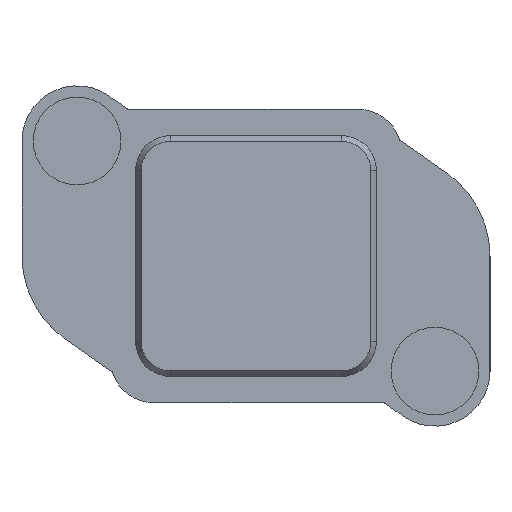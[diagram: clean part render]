
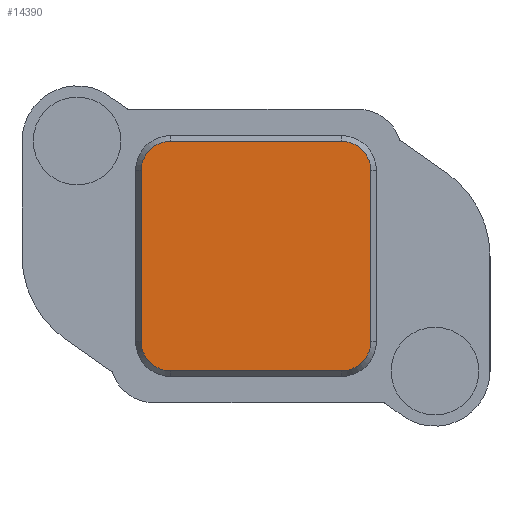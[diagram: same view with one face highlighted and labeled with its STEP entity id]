
A CAD part, front view. The second image highlights one B-rep face of the part: STEP entity #14390.
In plain terms, the highlighted face is planar.
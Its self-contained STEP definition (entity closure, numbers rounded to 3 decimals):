
#120=CARTESIAN_POINT('',(30.692,49.133,18.));
#130=VERTEX_POINT('760145-1334815699-3cd92b73fbf4-0 915092',#120);
#160=CARTESIAN_POINT('',(30.692,0.,18.));
#170=DIRECTION('',(-0.,-1.,0.));
#180=VECTOR('',#170,1.);
#190=LINE('',#160,#180);
#200=CARTESIAN_POINT('',(30.692,31.585,18.));
#210=VERTEX_POINT('760145-1334815699-3cd92b73fbf4-0 917460',#200);
#220=EDGE_CURVE('417456-1352196062-3cd92b73fbf4-0 19645507',#130,#210,
#190,.T.);
#3580=CARTESIAN_POINT('',(33.692,52.133,18.));
#3590=VERTEX_POINT('760145-1334815699-3cd92b73fbf4-0 925176',#3580);
#3620=CARTESIAN_POINT('',(33.692,49.133,18.));
#3630=DIRECTION('',(0.,0.,1.));
#3640=DIRECTION('',(1.,0.,0.));
#3650=AXIS2_PLACEMENT_3D('',#3620,#3630,#3640);
#3660=CIRCLE('',#3650,3.);
#3670=EDGE_CURVE('417456-1352196062-3cd92b73fbf4-0 19645416',#3590,#130,
#3660,.T.);
#4650=CARTESIAN_POINT('',(54.239,31.585,18.));
#4660=VERTEX_POINT('760145-1334815699-3cd92b73fbf4-0 946309',#4650);
#4690=CARTESIAN_POINT('',(54.239,0.,18.));
#4700=DIRECTION('',(-0.,1.,0.));
#4710=VECTOR('',#4700,1.);
#4720=LINE('',#4690,#4710);
#4730=CARTESIAN_POINT('',(54.239,49.133,18.));
#4740=VERTEX_POINT('760145-1334815699-3cd92b73fbf4-0 965919',#4730);
#4750=EDGE_CURVE('417456-1352196062-3cd92b73fbf4-0 19645483',#4660,#4740
,#4720,.T.);
#5160=CARTESIAN_POINT('',(51.24,28.585,18.));
#5170=VERTEX_POINT('760145-1334815699-3cd92b73fbf4-0 943700',#5160);
#5200=CARTESIAN_POINT('',(51.24,31.585,18.));
#5210=DIRECTION('',(0.,0.,-1.));
#5220=DIRECTION('',(-1.,0.,0.));
#5230=AXIS2_PLACEMENT_3D('',#5200,#5210,#5220);
#5240=CIRCLE('',#5230,3.);
#5250=EDGE_CURVE('417456-1352196062-3cd92b73fbf4-0 19645444',#4660,#5170
,#5240,.T.);
#10610=CARTESIAN_POINT('',(51.24,49.133,18.));
#10620=DIRECTION('',(0.,0.,-1.));
#10630=DIRECTION('',(-1.,0.,0.));
#10640=AXIS2_PLACEMENT_3D('',#10610,#10620,#10630);
#10650=CIRCLE('',#10640,3.);
#10660=CARTESIAN_POINT('',(51.24,52.133,18.));
#10670=VERTEX_POINT('760145-1334815699-3cd92b73fbf4-0 965858',#10660);
#10680=EDGE_CURVE('417456-1352196062-3cd92b73fbf4-0 19645400',#10670,
#4740,#10650,.T.);
#13510=CARTESIAN_POINT('',(33.692,28.585,18.));
#13520=VERTEX_POINT('760145-1334815699-3cd92b73fbf4-0 925053',#13510);
#13550=CARTESIAN_POINT('',(0.,28.585,18.));
#13560=DIRECTION('',(-1.,0.,0.));
#13570=VECTOR('',#13560,1.);
#13580=LINE('',#13550,#13570);
#13590=EDGE_CURVE('417456-1352196062-3cd92b73fbf4-0 19645437',#5170,
#13520,#13580,.T.);
#13900=CARTESIAN_POINT('',(0.,52.133,18.));
#13910=DIRECTION('',(1.,0.,-0.));
#13920=VECTOR('',#13910,1.);
#13930=LINE('',#13900,#13920);
#13940=EDGE_CURVE('417456-1352196062-3cd92b73fbf4-0 19645409',#3590,
#10670,#13930,.T.);
#14180=CARTESIAN_POINT('',(52.728,50.622,18.));
#14190=DIRECTION('',(0.,0.,1.));
#14200=DIRECTION('',(1.,0.,0.));
#14210=AXIS2_PLACEMENT_3D('',#14180,#14190,#14200);
#14220=PLANE('',#14210);
#14230=ORIENTED_EDGE('',*,*,#5250,.F.);
#14240=ORIENTED_EDGE('',*,*,#13590,.F.);
#14250=CARTESIAN_POINT('',(33.692,31.585,18.));
#14260=DIRECTION('',(0.,0.,-1.));
#14270=DIRECTION('',(-1.,0.,0.));
#14280=AXIS2_PLACEMENT_3D('',#14250,#14260,#14270);
#14290=CIRCLE('',#14280,3.);
#14300=EDGE_CURVE('417456-1352196062-3cd92b73fbf4-0 19645430',#13520,
#210,#14290,.T.);
#14310=ORIENTED_EDGE('',*,*,#14300,.F.);
#14320=ORIENTED_EDGE('',*,*,#220,.T.);
#14330=ORIENTED_EDGE('',*,*,#3670,.T.);
#14340=ORIENTED_EDGE('',*,*,#13940,.F.);
#14350=ORIENTED_EDGE('',*,*,#10680,.F.);
#14360=ORIENTED_EDGE('',*,*,#4750,.T.);
#14370=EDGE_LOOP('',(#14360,#14350,#14340,#14330,#14320,#14310,#14240,
#14230));
#14380=FACE_OUTER_BOUND('',#14370,.T.);
#14390=ADVANCED_FACE('760145-1334815699-3cd92b73fbf4-0 52675',(#14380),
#14220,.T.);
